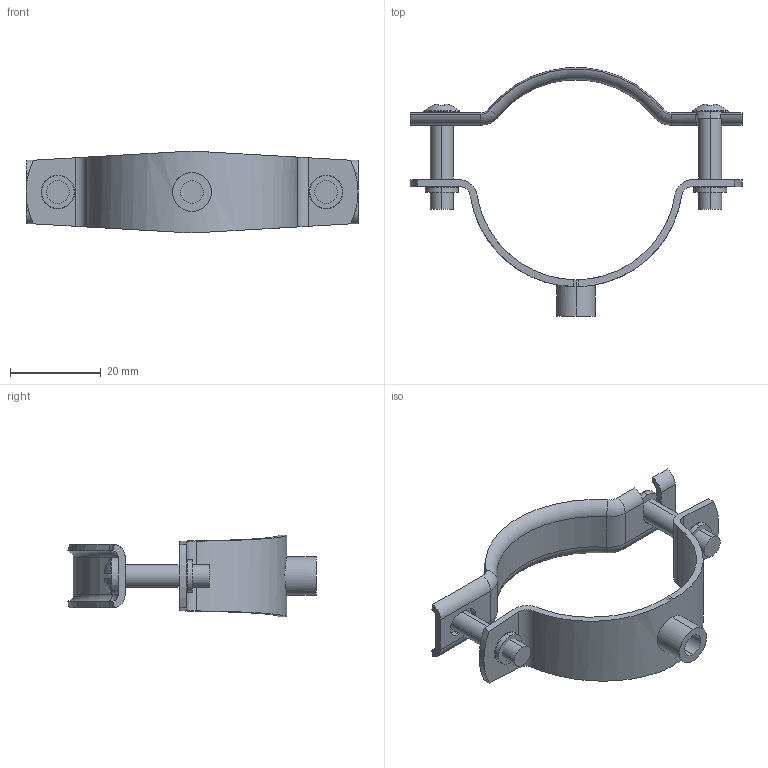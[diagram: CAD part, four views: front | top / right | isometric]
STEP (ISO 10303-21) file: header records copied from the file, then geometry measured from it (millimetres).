
FILE_DESCRIPTION (( 'STEP AP214' ), '1' );
FILE_NAME ('1362436.STP', '2020-12-08T09:05:41', ( '' ), ( '' ), 'SwSTEP 2.0', 'SolidWorks 2020', '' );
FILE_SCHEMA (( 'AUTOMOTIVE_DESIGN' ));
Length unit declared in the file: millimetre
Products named in the file (4): 100246_Standard; 100301_Standard; BW001_M5 x 20; 1362436
Assembly tree (4 placements, depth 2):
  1362436
    100301_Standard
    100246_Standard
    BW001_M5 x 20  x2
Bounding box: 73 x 54.62 x 17.98 mm (x, y, z)
Volume: 5019.9 mm3; surface area: 7029 mm2
Topology: 4 solids, 4 shells, 170 faces, 405 edges, 244 vertices
Faces by surface type: plane 72, cylinder 48, torus 24, cone 22, sphere 4
Entity records: 4129 total; most frequent: CARTESIAN_POINT 921, DIRECTION 685, ORIENTED_EDGE 622, EDGE_CURVE 311, AXIS2_PLACEMENT_3D 279, VERTEX_POINT 189, EDGE_LOOP 144, CIRCLE 140
